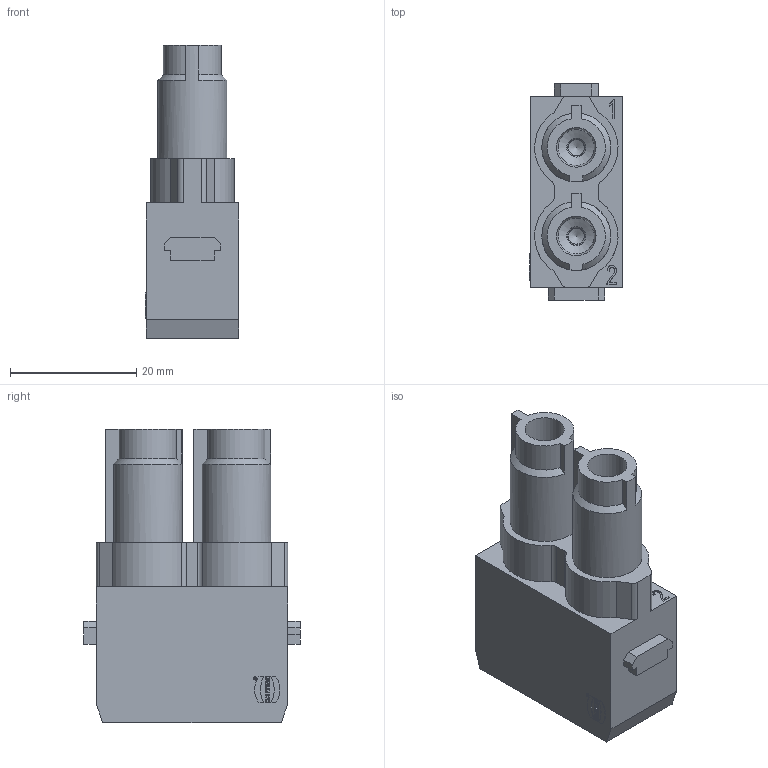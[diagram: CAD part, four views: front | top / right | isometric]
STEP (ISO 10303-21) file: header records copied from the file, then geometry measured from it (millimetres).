
FILE_DESCRIPTION(/* description */ (''),/* implementation_level */ '2;1');
FILE_NAME(/* name */ '100180168ugm000_d.stp',/* time_stamp */ '2019-06-12T11:10:28+02:00',/* author */ (''),/* organization */ (''),/* preprocessor_version */ 'ST-DEVELOPER v16.7',/* originating_system */ 'SIEMENS PLM Software NX 12.0',/* authorisation */ '');
FILE_SCHEMA (('AUTOMOTIVE_DESIGN { 1 0 10303 214 3 1 1 1 }'));
Length unit declared in the file: millimetre
Products named in the file (1): 100180168ugm000_d
Bounding box: 14.75 x 34.2 x 46.35 mm (x, y, z)
Volume: 11582.6 mm3; surface area: 6837.2 mm2
Topology: 1 solids, 1 shells, 269 faces, 716 edges, 477 vertices
Faces by surface type: plane 185, cylinder 44, cone 26, extrusion 12, bspline 2
Full cylindrical faces by diameter (mm): 0.455 x1, 0.538 x1, 2.5 x2, 3 x2, 6 x2, 6.2 x2, 6.25 x2, 6.5 x2, 8.95 x2, 9 x2
Entity records: 9875 total; most frequent: CARTESIAN_POINT 2484, ORIENTED_EDGE 1268, DIRECTION 1193, EDGE_CURVE 634, VECTOR 445, VERTEX_POINT 440, LINE 433, AXIS2_PLACEMENT_3D 374
